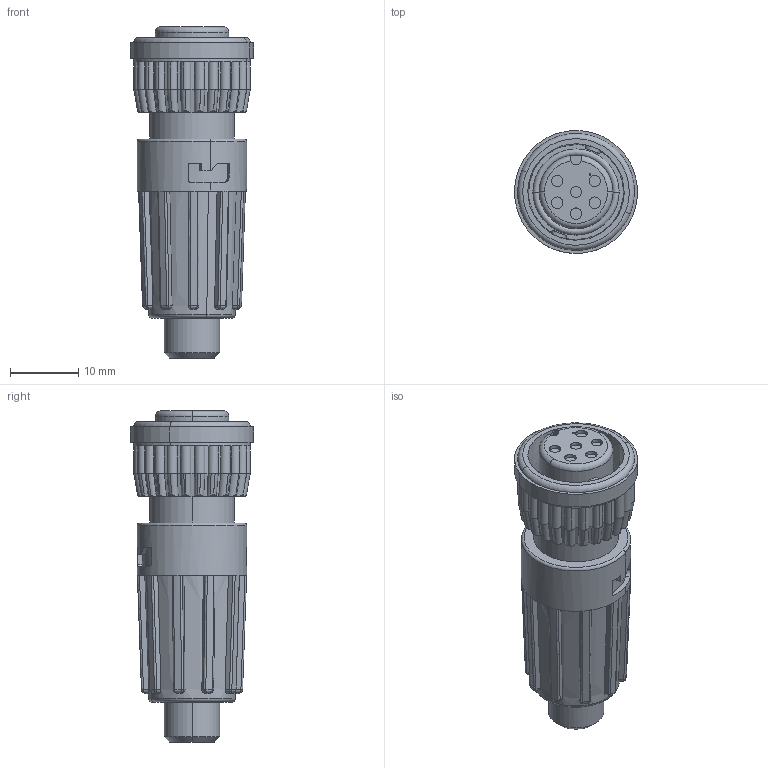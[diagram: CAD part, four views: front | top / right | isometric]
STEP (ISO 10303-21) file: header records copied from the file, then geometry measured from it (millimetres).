
FILE_DESCRIPTION (( 'STEP AP203' ), '1' );
FILE_NAME ('6282-6SG-522.STEP', '2013-08-26T19:22:46', ( 'J0FPBF1' ), ( '' ), 'SwSTEP 2.0', 'SolidWorks 2012', '' );
FILE_SCHEMA (( 'CONFIG_CONTROL_DESIGN' ));
Length unit declared in the file: inch
Products named in the file (1): 6282-6SG-522
Bounding box: 18.03 x 18.03 x 48.64 mm (x, y, z)
Volume: 6896 mm3; surface area: 3923.1 mm2
Topology: 1 solids, 1 shells, 459 faces, 1225 edges, 762 vertices
Faces by surface type: cylinder 205, plane 105, bspline 80, torus 36, cone 32, sphere 1
Entity records: 21835 total; most frequent: CARTESIAN_POINT 11780, ORIENTED_EDGE 2404, DIRECTION 1754, EDGE_CURVE 1202, VERTEX_POINT 760, AXIS2_PLACEMENT_3D 708, EDGE_LOOP 474, FACE_OUTER_BOUND 459
